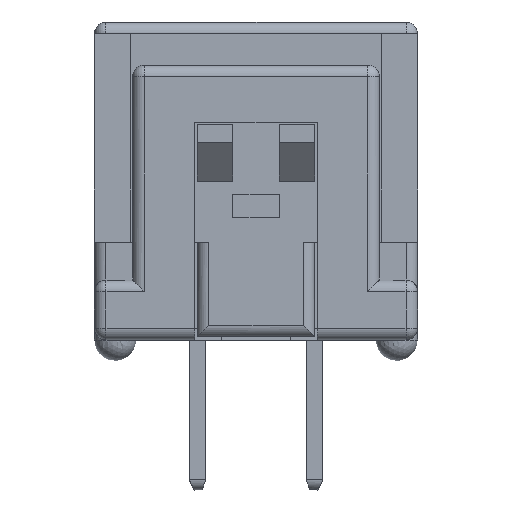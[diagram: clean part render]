
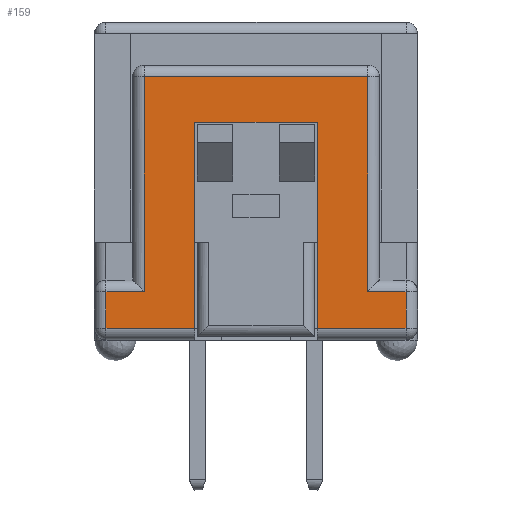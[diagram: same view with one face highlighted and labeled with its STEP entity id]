
A CAD part, left-side view. The second image highlights one B-rep face of the part: STEP entity #159.
In plain terms, the highlighted planar face has unit normal (-1, 0, 0).
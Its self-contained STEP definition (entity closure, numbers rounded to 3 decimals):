
#159=ADVANCED_FACE('',(#708),#709,.T.);
#708=FACE_OUTER_BOUND('',#1627,.T.);
#709=PLANE('',#1628);
#1627=EDGE_LOOP('',(#3268,#3269,#3270,#3271,#3272,#3273,#3274,#3275,#3276,#3277,#3278,#3279));
#1628=AXIS2_PLACEMENT_3D('',#3280,#3281,#3282);
#3268=ORIENTED_EDGE('',*,*,#6760,.F.);
#3269=ORIENTED_EDGE('',*,*,#6761,.F.);
#3270=ORIENTED_EDGE('',*,*,#6762,.T.);
#3271=ORIENTED_EDGE('',*,*,#6763,.F.);
#3272=ORIENTED_EDGE('',*,*,#6764,.F.);
#3273=ORIENTED_EDGE('',*,*,#6765,.F.);
#3274=ORIENTED_EDGE('',*,*,#6766,.F.);
#3275=ORIENTED_EDGE('',*,*,#6767,.F.);
#3276=ORIENTED_EDGE('',*,*,#6768,.F.);
#3277=ORIENTED_EDGE('',*,*,#6769,.F.);
#3278=ORIENTED_EDGE('',*,*,#6770,.F.);
#3279=ORIENTED_EDGE('',*,*,#6771,.F.);
#3280=CARTESIAN_POINT('',(-0.195,11.04,2.1));
#3281=DIRECTION('',(-1.0,0.0,0.0));
#3282=DIRECTION('',(0.0,0.0,1.0));
#6760=EDGE_CURVE('',#8405,#8406,#8407,.T.);
#6761=EDGE_CURVE('',#8408,#8405,#8409,.T.);
#6762=EDGE_CURVE('',#8408,#8410,#8411,.T.);
#6763=EDGE_CURVE('',#8412,#8410,#8413,.T.);
#6764=EDGE_CURVE('',#8414,#8412,#8415,.T.);
#6765=EDGE_CURVE('',#8416,#8414,#8417,.T.);
#6766=EDGE_CURVE('',#8418,#8416,#8419,.T.);
#6767=EDGE_CURVE('',#8420,#8418,#8421,.T.);
#6768=EDGE_CURVE('',#8422,#8420,#8423,.T.);
#6769=EDGE_CURVE('',#8424,#8422,#8425,.T.);
#6770=EDGE_CURVE('',#8426,#8424,#8427,.T.);
#6771=EDGE_CURVE('',#8406,#8426,#8428,.T.);
#8405=VERTEX_POINT('',#11065);
#8406=VERTEX_POINT('',#11066);
#8407=LINE('',#11067,#11068);
#8408=VERTEX_POINT('',#11069);
#8409=LINE('',#11070,#11071);
#8410=VERTEX_POINT('',#11072);
#8411=LINE('',#11073,#11074);
#8412=VERTEX_POINT('',#11075);
#8413=LINE('',#11076,#11077);
#8414=VERTEX_POINT('',#11078);
#8415=LINE('',#11079,#11080);
#8416=VERTEX_POINT('',#11081);
#8417=LINE('',#11082,#11083);
#8418=VERTEX_POINT('',#11084);
#8419=LINE('',#11085,#11086);
#8420=VERTEX_POINT('',#11087);
#8421=LINE('',#11088,#11089);
#8422=VERTEX_POINT('',#11090);
#8423=LINE('',#11091,#11092);
#8424=VERTEX_POINT('',#11093);
#8425=LINE('',#11094,#11095);
#8426=VERTEX_POINT('',#11096);
#8427=LINE('',#11097,#11098);
#8428=LINE('',#11099,#11100);
#11065=CARTESIAN_POINT('',(-0.195,5.115,1.668));
#11066=CARTESIAN_POINT('',(-0.195,5.115,-2.99));
#11067=CARTESIAN_POINT('',(-0.195,5.115,2.1));
#11068=VECTOR('',#13614,1.0);
#11069=CARTESIAN_POINT('',(-0.195,9.965,1.668));
#11070=CARTESIAN_POINT('',(-0.195,11.04,1.668));
#11071=VECTOR('',#13615,1.0);
#11072=CARTESIAN_POINT('',(-0.195,9.965,-2.99));
#11073=CARTESIAN_POINT('',(-0.195,9.965,2.1));
#11074=VECTOR('',#13616,1.0);
#11075=CARTESIAN_POINT('',(-0.195,10.79,-2.99));
#11076=CARTESIAN_POINT('',(-0.195,11.04,-2.99));
#11077=VECTOR('',#13617,1.0);
#11078=CARTESIAN_POINT('',(-0.195,10.79,-3.79));
#11079=CARTESIAN_POINT('',(-0.195,10.79,-2.99));
#11080=VECTOR('',#13618,1.0);
#11081=CARTESIAN_POINT('',(-0.195,8.865,-3.79));
#11082=CARTESIAN_POINT('',(-0.195,11.04,-3.79));
#11083=VECTOR('',#13619,1.0);
#11084=CARTESIAN_POINT('',(-0.195,8.865,0.678));
#11085=CARTESIAN_POINT('',(-0.195,8.865,-1.465));
#11086=VECTOR('',#13620,1.0);
#11087=CARTESIAN_POINT('',(-0.195,6.215,0.678));
#11088=CARTESIAN_POINT('',(-0.195,7.54,0.678));
#11089=VECTOR('',#13621,1.0);
#11090=CARTESIAN_POINT('',(-0.195,6.215,-3.79));
#11091=CARTESIAN_POINT('',(-0.195,6.215,-1.465));
#11092=VECTOR('',#13622,1.0);
#11093=CARTESIAN_POINT('',(-0.195,4.29,-3.79));
#11094=CARTESIAN_POINT('',(-0.195,11.04,-3.79));
#11095=VECTOR('',#13623,1.0);
#11096=CARTESIAN_POINT('',(-0.195,4.29,-2.99));
#11097=CARTESIAN_POINT('',(-0.195,4.29,-4.04));
#11098=VECTOR('',#13624,1.0);
#11099=CARTESIAN_POINT('',(-0.195,11.04,-2.99));
#11100=VECTOR('',#13625,1.0);
#13614=DIRECTION('',(0.0,0.0,-1.0));
#13615=DIRECTION('',(0.0,-1.0,0.0));
#13616=DIRECTION('',(0.0,0.0,-1.0));
#13617=DIRECTION('',(0.0,-1.0,0.0));
#13618=DIRECTION('',(0.0,0.0,1.0));
#13619=DIRECTION('',(0.0,1.0,0.));
#13620=DIRECTION('',(0.0,0.0,-1.0));
#13621=DIRECTION('',(0.,1.0,0.0));
#13622=DIRECTION('',(0.0,0.0,1.0));
#13623=DIRECTION('',(0.0,1.0,0.0));
#13624=DIRECTION('',(0.0,0.0,-1.0));
#13625=DIRECTION('',(0.0,-1.0,0.0));
